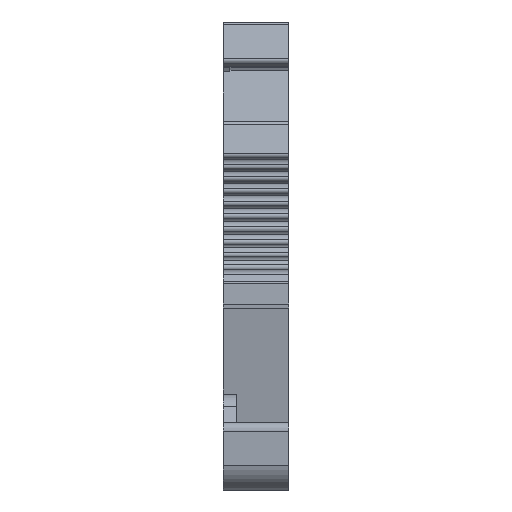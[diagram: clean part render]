
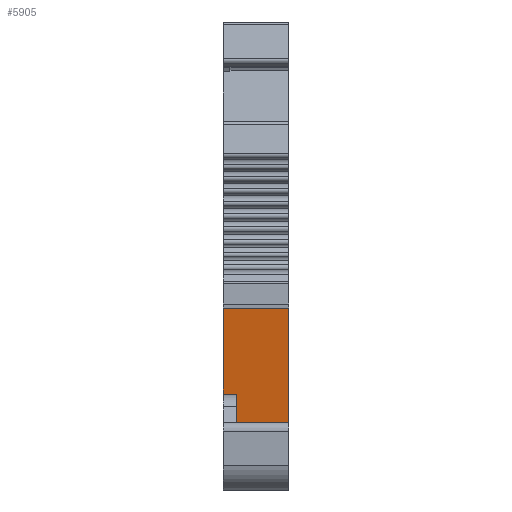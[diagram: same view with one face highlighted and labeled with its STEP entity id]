
A CAD part, left-side view. The second image highlights one B-rep face of the part: STEP entity #5905.
In plain terms, the highlighted planar face has unit normal (-0.986, 0, -0.168).
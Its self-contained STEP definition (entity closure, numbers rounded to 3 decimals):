
#1386=ORIENTED_EDGE('',*,*,#2888,.F.);
#1387=ORIENTED_EDGE('',*,*,#2889,.F.);
#1388=ORIENTED_EDGE('',*,*,#2890,.T.);
#1389=ORIENTED_EDGE('',*,*,#2886,.T.);
#1390=ORIENTED_EDGE('',*,*,#2597,.F.);
#1391=ORIENTED_EDGE('',*,*,#2875,.F.);
#2597=EDGE_CURVE('',#3465,#3466,#4001,.T.);
#2875=EDGE_CURVE('',#3650,#3465,#4186,.T.);
#2886=EDGE_CURVE('',#3657,#3466,#4193,.T.);
#2888=EDGE_CURVE('',#3658,#3650,#4194,.T.);
#2889=EDGE_CURVE('',#3659,#3658,#4195,.T.);
#2890=EDGE_CURVE('',#3659,#3657,#4196,.T.);
#3465=VERTEX_POINT('',#9045);
#3466=VERTEX_POINT('',#9047);
#3650=VERTEX_POINT('',#9965);
#3657=VERTEX_POINT('',#9987);
#3658=VERTEX_POINT('',#9991);
#3659=VERTEX_POINT('',#9993);
#4001=LINE('',#9046,#4598);
#4186=LINE('',#9964,#4783);
#4193=LINE('',#9986,#4790);
#4194=LINE('',#9990,#4791);
#4195=LINE('',#9992,#4792);
#4196=LINE('',#9994,#4793);
#4598=VECTOR('',#7168,1000.);
#4783=VECTOR('',#7653,1000.);
#4790=VECTOR('',#7676,1000.);
#4791=VECTOR('',#7681,1000.);
#4792=VECTOR('',#7682,1000.);
#4793=VECTOR('',#7683,1000.);
#5127=EDGE_LOOP('',(#1386,#1387,#1388,#1389,#1390,#1391));
#5435=FACE_BOUND('',#5127,.T.);
#5695=PLANE('',#6394);
#5905=ADVANCED_FACE('',(#5435),#5695,.F.);
#6394=AXIS2_PLACEMENT_3D('',#9989,#7679,#7680);
#7168=DIRECTION('',(0.168,0.,-0.986));
#7653=DIRECTION('',(0.,-1.,0.));
#7676=DIRECTION('',(0.,-1.,0.));
#7679=DIRECTION('',(0.986,0.,0.168));
#7680=DIRECTION('',(0.168,0.,-0.986));
#7681=DIRECTION('',(-0.168,0.,0.986));
#7682=DIRECTION('',(0.,1.,0.));
#7683=DIRECTION('',(0.168,0.,-0.986));
#9045=CARTESIAN_POINT('',(-23.372,-2.15,-3.73));
#9046=CARTESIAN_POINT('',(-23.372,-2.15,-3.73));
#9047=CARTESIAN_POINT('',(-21.444,-2.15,-15.045));
#9964=CARTESIAN_POINT('',(-23.372,68.429,-3.73));
#9965=CARTESIAN_POINT('',(-23.372,2.85,-3.73));
#9986=CARTESIAN_POINT('',(-21.444,68.429,-15.045));
#9987=CARTESIAN_POINT('',(-21.444,1.85,-15.045));
#9989=CARTESIAN_POINT('',(-23.372,68.429,-3.73));
#9990=CARTESIAN_POINT('',(-23.372,2.85,-3.73));
#9991=CARTESIAN_POINT('',(-22.249,2.85,-10.318));
#9992=CARTESIAN_POINT('',(-22.249,1.85,-10.318));
#9993=CARTESIAN_POINT('',(-22.249,1.85,-10.318));
#9994=CARTESIAN_POINT('',(-22.249,1.85,-10.318));
